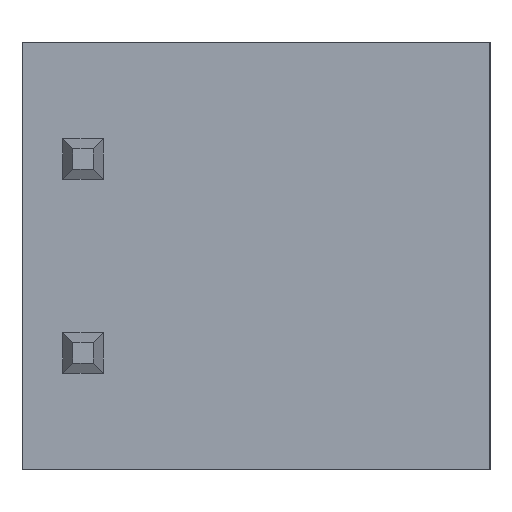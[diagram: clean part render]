
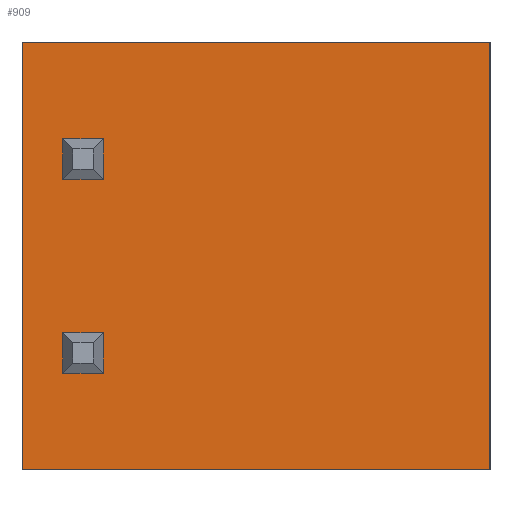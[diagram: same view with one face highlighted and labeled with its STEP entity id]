
A CAD part, left-side view. The second image highlights one B-rep face of the part: STEP entity #909.
In plain terms, the highlighted planar face has unit normal (-1, 0, 0).
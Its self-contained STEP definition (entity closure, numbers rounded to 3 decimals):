
#7 = VERTEX_POINT ( 'NONE', #2851 ) ;
#30 = ORIENTED_EDGE ( 'NONE', *, *, #46, .T. ) ;
#46 = EDGE_CURVE ( 'NONE', #2988, #849, #2868, .T. ) ;
#106 = DIRECTION ( 'NONE',  ( 0., 0., 1. ) ) ;
#135 = CARTESIAN_POINT ( 'NONE',  ( 3.5, 17.4, 18.65 ) ) ;
#169 = LINE ( 'NONE', #917, #2869 ) ;
#211 = VERTEX_POINT ( 'NONE', #573 ) ;
#267 = EDGE_CURVE ( 'NONE', #1612, #2993, #2843, .T. ) ;
#325 = EDGE_CURVE ( 'NONE', #2993, #7, #1179, .T. ) ;
#356 = LINE ( 'NONE', #1824, #854 ) ;
#370 = EDGE_LOOP ( 'NONE', ( #1537, #1414, #1358, #1483 ) ) ;
#401 = DIRECTION ( 'NONE',  ( 0., 0., 1. ) ) ;
#434 = CARTESIAN_POINT ( 'NONE',  ( 3.5, 16.6, 19.45 ) ) ;
#450 = EDGE_CURVE ( 'NONE', #581, #2176, #1436, .T. ) ;
#458 = FACE_BOUND ( 'NONE', #2652, .T. ) ;
#463 = CARTESIAN_POINT ( 'NONE',  ( 3.5, 17.4, 15.64 ) ) ;
#546 = EDGE_CURVE ( 'NONE', #1764, #2988, #2209, .T. ) ;
#573 = CARTESIAN_POINT ( 'NONE',  ( 3.5, 18.2, 12.94 ) ) ;
#574 = LINE ( 'NONE', #1754, #745 ) ;
#581 = VERTEX_POINT ( 'NONE', #1575 ) ;
#582 = VECTOR ( 'NONE', #1691, 1000. ) ;
#631 = CARTESIAN_POINT ( 'NONE',  ( 3.5, 17.4, 14.84 ) ) ;
#643 = AXIS2_PLACEMENT_3D ( 'NONE', #3171, #1703, #1492 ) ;
#696 = ORIENTED_EDGE ( 'NONE', *, *, #546, .T. ) ;
#702 = CARTESIAN_POINT ( 'NONE',  ( 3.5, 9., -9.92 ) ) ;
#729 = DIRECTION ( 'NONE',  ( 0., -1., 0. ) ) ;
#745 = VECTOR ( 'NONE', #2500, 1000. ) ;
#817 = CARTESIAN_POINT ( 'NONE',  ( 3.5, 17.4, 14.84 ) ) ;
#837 = DIRECTION ( 'NONE',  ( 0., 1., 0. ) ) ;
#840 = DIRECTION ( 'NONE',  ( 0., -1., 0. ) ) ;
#849 = VERTEX_POINT ( 'NONE', #2206 ) ;
#854 = VECTOR ( 'NONE', #837, 1000. ) ;
#909 = ADVANCED_FACE ( 'NONE', ( #988, #458, #2931 ), #2190, .T. ) ;
#917 = CARTESIAN_POINT ( 'NONE',  ( 3.5, 18.2, -9.92 ) ) ;
#967 = DIRECTION ( 'NONE',  ( 0., 0., -1. ) ) ;
#988 = FACE_OUTER_BOUND ( 'NONE', #3045, .T. ) ;
#992 = ORIENTED_EDGE ( 'NONE', *, *, #1106, .F. ) ;
#1034 = CARTESIAN_POINT ( 'NONE',  ( 3.5, 18.2, 12.94 ) ) ;
#1071 = LINE ( 'NONE', #3040, #3016 ) ;
#1072 = ORIENTED_EDGE ( 'NONE', *, *, #2136, .T. ) ;
#1089 = DIRECTION ( 'NONE',  ( 0., -1., 0. ) ) ;
#1094 = CARTESIAN_POINT ( 'NONE',  ( 3.5, 17.4, 19.45 ) ) ;
#1106 = EDGE_CURVE ( 'NONE', #1150, #2176, #1536, .T. ) ;
#1145 = EDGE_CURVE ( 'NONE', #211, #581, #2060, .T. ) ;
#1147 = CARTESIAN_POINT ( 'NONE',  ( 3.5, 17.4, 15.64 ) ) ;
#1150 = VERTEX_POINT ( 'NONE', #2283 ) ;
#1167 = VECTOR ( 'NONE', #2531, 1000. ) ;
#1179 = LINE ( 'NONE', #1147, #1765 ) ;
#1187 = VERTEX_POINT ( 'NONE', #135 ) ;
#1260 = ORIENTED_EDGE ( 'NONE', *, *, #450, .T. ) ;
#1358 = ORIENTED_EDGE ( 'NONE', *, *, #267, .T. ) ;
#1414 = ORIENTED_EDGE ( 'NONE', *, *, #2310, .T. ) ;
#1418 = CARTESIAN_POINT ( 'NONE',  ( 3.5, 16.6, 14.84 ) ) ;
#1436 = LINE ( 'NONE', #702, #582 ) ;
#1463 = VECTOR ( 'NONE', #106, 1000. ) ;
#1483 = ORIENTED_EDGE ( 'NONE', *, *, #325, .T. ) ;
#1492 = DIRECTION ( 'NONE',  ( 0., 0., 1. ) ) ;
#1534 = EDGE_CURVE ( 'NONE', #1187, #1764, #1071, .T. ) ;
#1536 = LINE ( 'NONE', #2303, #2297 ) ;
#1537 = ORIENTED_EDGE ( 'NONE', *, *, #1747, .T. ) ;
#1542 = ORIENTED_EDGE ( 'NONE', *, *, #1534, .T. ) ;
#1567 = VECTOR ( 'NONE', #729, 1000. ) ;
#1575 = CARTESIAN_POINT ( 'NONE',  ( 3.5, 9., 12.94 ) ) ;
#1612 = VERTEX_POINT ( 'NONE', #631 ) ;
#1641 = CARTESIAN_POINT ( 'NONE',  ( 3.5, 16.6, 19.45 ) ) ;
#1680 = ORIENTED_EDGE ( 'NONE', *, *, #1145, .T. ) ;
#1691 = DIRECTION ( 'NONE',  ( 0., 0., 1. ) ) ;
#1703 = DIRECTION ( 'NONE',  ( -1., 0., 0. ) ) ;
#1747 = EDGE_CURVE ( 'NONE', #7, #1866, #3081, .T. ) ;
#1754 = CARTESIAN_POINT ( 'NONE',  ( 3.5, 16.6, 14.84 ) ) ;
#1764 = VERTEX_POINT ( 'NONE', #1094 ) ;
#1765 = VECTOR ( 'NONE', #1889, 1000. ) ;
#1807 = CARTESIAN_POINT ( 'NONE',  ( 3.5, 9., 21.35 ) ) ;
#1817 = CARTESIAN_POINT ( 'NONE',  ( 3.5, 16.6, 15.64 ) ) ;
#1824 = CARTESIAN_POINT ( 'NONE',  ( 3.5, 16.6, 18.65 ) ) ;
#1855 = ORIENTED_EDGE ( 'NONE', *, *, #1873, .F. ) ;
#1866 = VERTEX_POINT ( 'NONE', #1418 ) ;
#1873 = EDGE_CURVE ( 'NONE', #211, #1150, #169, .T. ) ;
#1889 = DIRECTION ( 'NONE',  ( 0., -1., 0. ) ) ;
#2060 = LINE ( 'NONE', #1034, #3167 ) ;
#2136 = EDGE_CURVE ( 'NONE', #849, #1187, #356, .T. ) ;
#2176 = VERTEX_POINT ( 'NONE', #1807 ) ;
#2190 = PLANE ( 'NONE',  #643 ) ;
#2206 = CARTESIAN_POINT ( 'NONE',  ( 3.5, 16.6, 18.65 ) ) ;
#2209 = LINE ( 'NONE', #2946, #1567 ) ;
#2248 = DIRECTION ( 'NONE',  ( 0., 0., 1. ) ) ;
#2283 = CARTESIAN_POINT ( 'NONE',  ( 3.5, 18.2, 21.35 ) ) ;
#2297 = VECTOR ( 'NONE', #1089, 1000. ) ;
#2303 = CARTESIAN_POINT ( 'NONE',  ( 3.5, 18.2, 21.35 ) ) ;
#2310 = EDGE_CURVE ( 'NONE', #1866, #1612, #574, .T. ) ;
#2500 = DIRECTION ( 'NONE',  ( 0., 1., 0. ) ) ;
#2531 = DIRECTION ( 'NONE',  ( 0., 0., -1. ) ) ;
#2652 = EDGE_LOOP ( 'NONE', ( #30, #1072, #1542, #696 ) ) ;
#2843 = LINE ( 'NONE', #817, #1463 ) ;
#2851 = CARTESIAN_POINT ( 'NONE',  ( 3.5, 16.6, 15.64 ) ) ;
#2868 = LINE ( 'NONE', #1641, #2956 ) ;
#2869 = VECTOR ( 'NONE', #401, 1000. ) ;
#2931 = FACE_BOUND ( 'NONE', #370, .T. ) ;
#2946 = CARTESIAN_POINT ( 'NONE',  ( 3.5, 17.4, 19.45 ) ) ;
#2956 = VECTOR ( 'NONE', #967, 1000. ) ;
#2988 = VERTEX_POINT ( 'NONE', #434 ) ;
#2993 = VERTEX_POINT ( 'NONE', #463 ) ;
#3016 = VECTOR ( 'NONE', #2248, 1000. ) ;
#3040 = CARTESIAN_POINT ( 'NONE',  ( 3.5, 17.4, 18.65 ) ) ;
#3045 = EDGE_LOOP ( 'NONE', ( #1855, #1680, #1260, #992 ) ) ;
#3081 = LINE ( 'NONE', #1817, #1167 ) ;
#3167 = VECTOR ( 'NONE', #840, 1000. ) ;
#3171 = CARTESIAN_POINT ( 'NONE',  ( 3.5, 18.2, -9.92 ) ) ;
